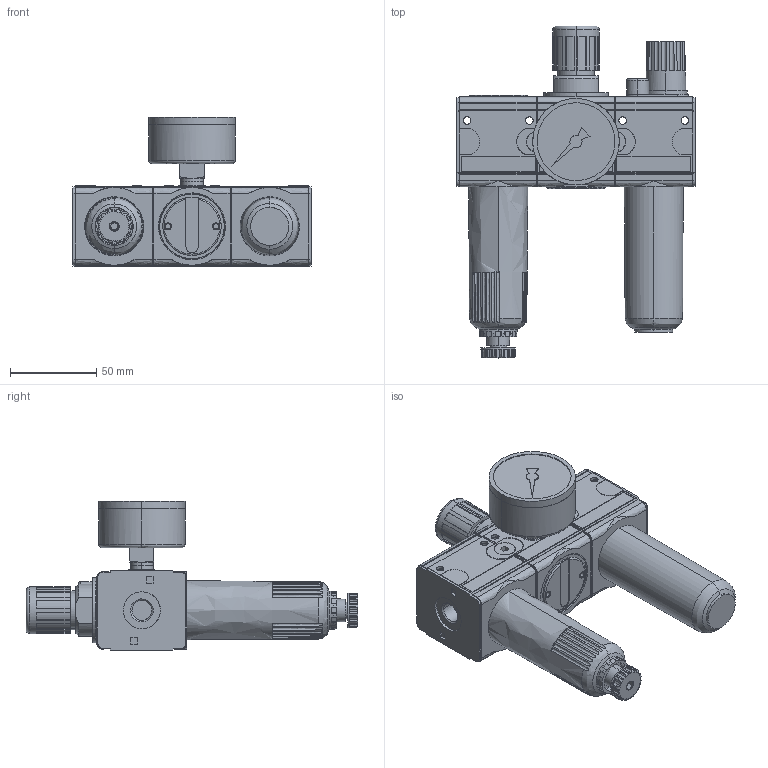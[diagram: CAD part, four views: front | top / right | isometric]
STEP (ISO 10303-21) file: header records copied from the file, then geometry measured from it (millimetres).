
FILE_DESCRIPTION(/* description */ (''),/* implementation_level */ '2;1');
FILE_NAME(/* name */ 'FRL1~5PA',/* time_stamp */ '2018-12-11T15:09:11+01:00',/* author */ (''),/* organization */ (''),/* preprocessor_version */ 'ST-DEVELOPER v15',/* originating_system */ '',/* authorisation */ '');
FILE_SCHEMA (('CONFIG_CONTROL_DESIGN'));
Length unit declared in the file: millimetre
Products named in the file (9): Document; _FRL 12 K-HA-2; 9.2711.006; _FRL 11 K-HAF00000-G; _FRL 11 K-HAF-P1; _FRL 11 K-HAR00020-G; _FRL 11 K-HAL00000-G; _FRL 11 K-HAL-P1; _FRL 11 K-HA-V
Assembly tree (9 placements, depth 3):
  Document
    _FRL 12 K-HA-2
    9.2711.006
      _FRL 11 K-HAF00000-G
      _FRL 11 K-HAF-P1
      _FRL 11 K-HAR00020-G
      _FRL 11 K-HAL00000-G
      _FRL 11 K-HAL-P1
      _FRL 11 K-HA-V  x2
Bounding box: 137.8 x 192 x 86.7 mm (x, y, z)
Volume: 560399 mm3; surface area: 102249.7 mm2
Topology: 8 solids, 8 shells, 898 faces, 2371 edges, 1578 vertices
Faces by surface type: plane 522, bspline 376
Entity records: 29776 total; most frequent: CARTESIAN_POINT 15142, ORIENTED_EDGE 4446, EDGE_CURVE 2223, VERTEX_POINT 1474, B_SPLINE_CURVE_WITH_KNOTS 1450, EDGE_LOOP 937, ADVANCED_FACE 844, FACE_OUTER_BOUND 844
